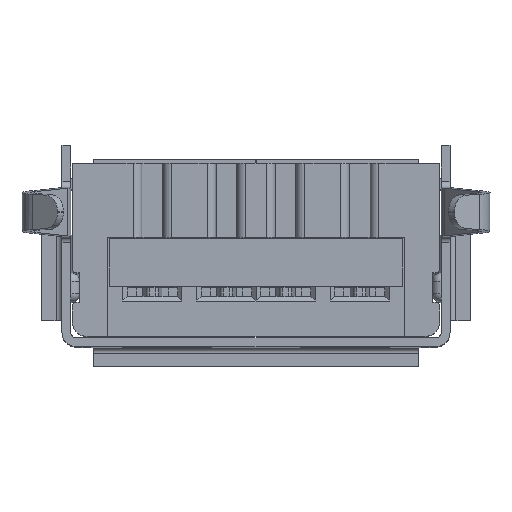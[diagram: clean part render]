
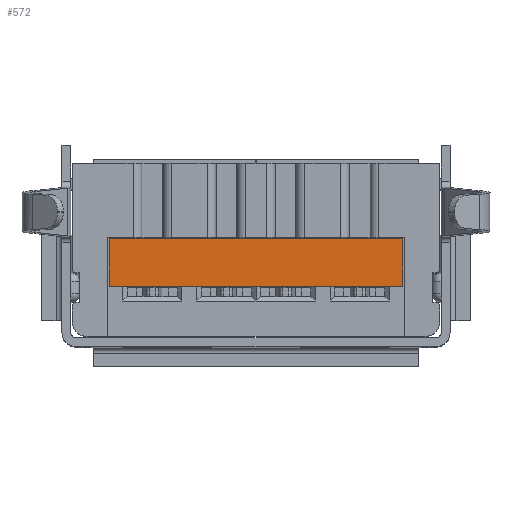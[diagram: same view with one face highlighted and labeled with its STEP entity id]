
A CAD part, top view. The second image highlights one B-rep face of the part: STEP entity #572.
In plain terms, the highlighted planar face has unit normal (0, 0, 1).
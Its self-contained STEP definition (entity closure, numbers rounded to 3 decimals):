
#572=ADVANCED_FACE('',(#1737),#1270,.F.);
#1270=PLANE('',#14206);
#1737=FACE_OUTER_BOUND('',#2451,.T.);
#2451=EDGE_LOOP('',(#3928,#3929,#3930,#3931));
#3928=ORIENTED_EDGE('',*,*,#9203,.F.);
#3929=ORIENTED_EDGE('',*,*,#9250,.F.);
#3930=ORIENTED_EDGE('',*,*,#9209,.F.);
#3931=ORIENTED_EDGE('',*,*,#9206,.F.);
#7768=VERTEX_POINT('',#19656);
#7798=VERTEX_POINT('',#19719);
#7800=VERTEX_POINT('',#19724);
#7803=VERTEX_POINT('',#19733);
#9203=EDGE_CURVE('',#7798,#7768,#11215,.T.);
#9206=EDGE_CURVE('',#7768,#7800,#11218,.T.);
#9209=EDGE_CURVE('',#7800,#7803,#11220,.T.);
#9250=EDGE_CURVE('',#7803,#7798,#11260,.T.);
#11215=LINE('',#19720,#12727);
#11218=LINE('',#19726,#12730);
#11220=LINE('',#19732,#12732);
#11260=LINE('',#19813,#12772);
#12727=VECTOR('',#15680,1.);
#12730=VECTOR('',#15685,1.);
#12732=VECTOR('',#15691,1.);
#12772=VECTOR('',#15735,1.);
#14206=AXIS2_PLACEMENT_3D('',#19821,#15743,#15744);
#15680=DIRECTION('',(1.,0.,0.));
#15685=DIRECTION('',(0.,-1.,0.));
#15691=DIRECTION('',(-1.,0.,0.));
#15735=DIRECTION('',(0.,1.,0.));
#15743=DIRECTION('',(0.,0.,-1.));
#15744=DIRECTION('',(-1.,0.,0.));
#19656=CARTESIAN_POINT('',(4.95,0.79,13.3));
#19719=CARTESIAN_POINT('',(-4.95,0.79,13.3));
#19720=CARTESIAN_POINT('',(-5.,0.79,13.3));
#19724=CARTESIAN_POINT('',(4.95,-0.81,13.3));
#19726=CARTESIAN_POINT('',(4.95,0.84,13.3));
#19732=CARTESIAN_POINT('',(5.,-0.81,13.3));
#19733=CARTESIAN_POINT('',(-4.95,-0.81,13.3));
#19813=CARTESIAN_POINT('',(-4.95,-0.81,13.3));
#19821=CARTESIAN_POINT('',(5.,0.84,13.3));
